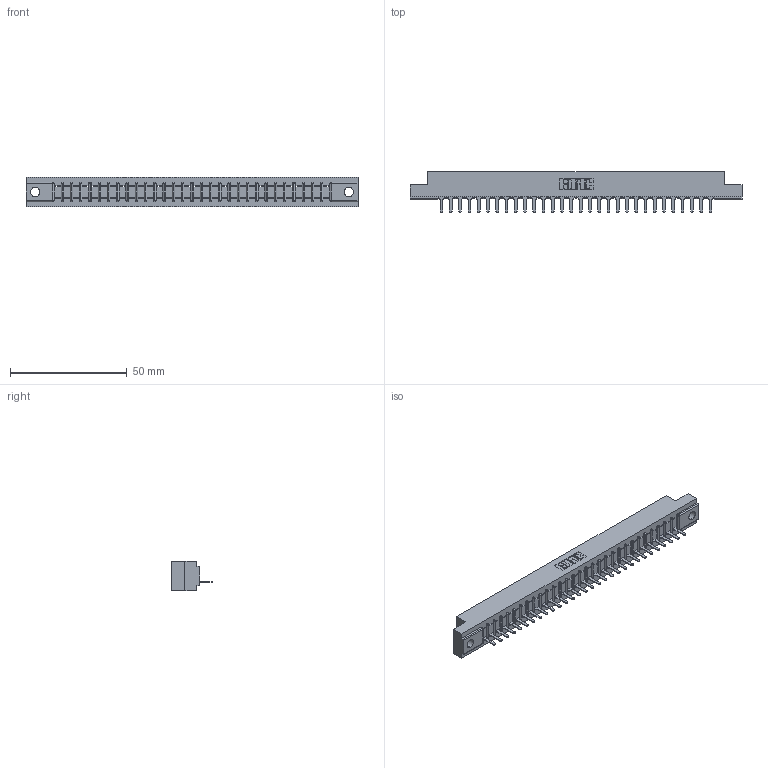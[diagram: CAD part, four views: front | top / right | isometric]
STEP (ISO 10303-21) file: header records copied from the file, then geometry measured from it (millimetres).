
FILE_DESCRIPTION (( 'STEP AP203' ), '1' );
FILE_NAME ('307-030-525-104.STEP', '2019-09-03T23:49:12', ( '' ), ( '' ), 'SwSTEP 2.0', 'SolidWorks 2016', '' );
FILE_SCHEMA (( 'CONFIG_CONTROL_DESIGN' ));
Length unit declared in the file: inch
Products named in the file (3): 307 Part_.156 Dia Mounting Holes; 307-290-001_525; 307-030-525-104
Assembly tree (31 placements, depth 2):
  307-030-525-104
    307 Part_.156 Dia Mounting Holes
    307-290-001_525  x30
Bounding box: 141.88 x 17.42 x 12.7 mm (x, y, z)
Volume: 14531.7 mm3; surface area: 14878.8 mm2
Topology: 31 solids, 31 shells, 1843 faces, 5219 edges, 3354 vertices
Faces by surface type: plane 1194, cylinder 587, sphere 62
Entity records: 27584 total; most frequent: CARTESIAN_POINT 4646, ORIENTED_EDGE 4630, DIRECTION 4517, EDGE_CURVE 2315, VECTOR 1779, LINE 1779, VERTEX_POINT 1498, AXIS2_PLACEMENT_3D 1369
